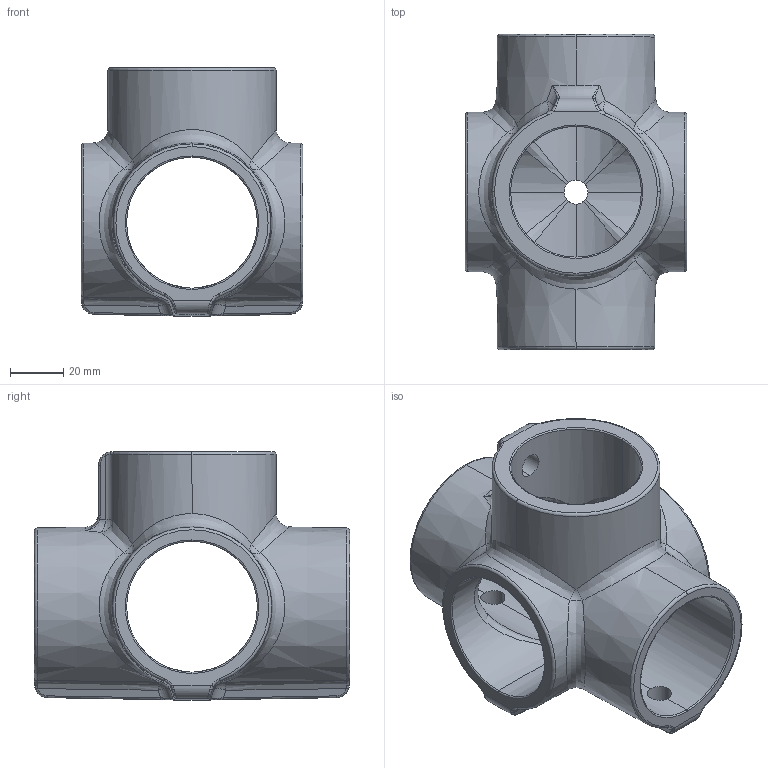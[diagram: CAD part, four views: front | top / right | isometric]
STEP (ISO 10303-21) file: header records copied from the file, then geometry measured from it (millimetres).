
FILE_DESCRIPTION (( 'STEP AP203' ), '1' );
FILE_NAME ('T194013.STEP', '2018-07-10T14:39:29', ( '' ), ( '' ), 'SwSTEP 2.0', 'SolidWorks 2016', '' );
FILE_SCHEMA (( 'CONFIG_CONTROL_DESIGN' ));
Length unit declared in the file: millimetre
Products named in the file (1): T194013
Bounding box: 83 x 118 x 93 mm (x, y, z)
Volume: 160344.5 mm3; surface area: 56419 mm2
Topology: 1 solids, 1 shells, 195 faces, 456 edges, 254 vertices
Faces by surface type: bspline 71, cylinder 42, plane 36, torus 22, sphere 18, cone 6
Entity records: 8882 total; most frequent: CARTESIAN_POINT 5012, ORIENTED_EDGE 908, DIRECTION 682, EDGE_CURVE 454, AXIS2_PLACEMENT_3D 292, VERTEX_POINT 254, EDGE_LOOP 204, ADVANCED_FACE 195
